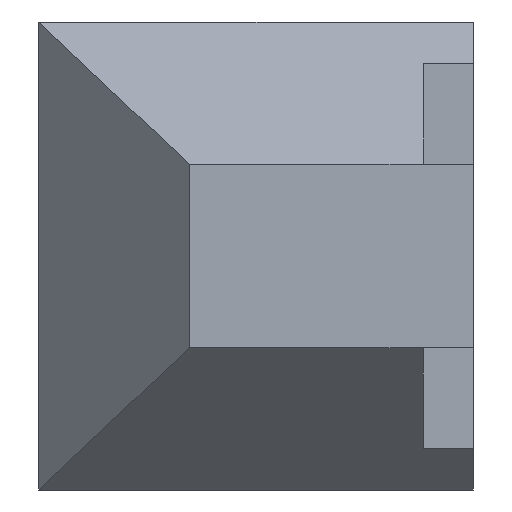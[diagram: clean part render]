
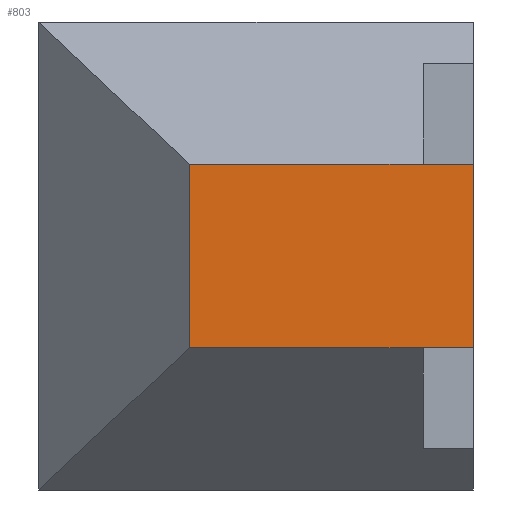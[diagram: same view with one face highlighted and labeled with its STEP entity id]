
A CAD part, left-side view. The second image highlights one B-rep face of the part: STEP entity #803.
In plain terms, the highlighted planar face has unit normal (-1, 0, 0).
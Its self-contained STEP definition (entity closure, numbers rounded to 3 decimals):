
#1 = VECTOR ( 'NONE', #259, 1000. ) ;
#4 = CARTESIAN_POINT ( 'NONE',  ( -3.25, 1.3, -0.275 ) ) ;
#7 = FACE_OUTER_BOUND ( 'NONE', #524, .T. ) ;
#15 = CARTESIAN_POINT ( 'NONE',  ( -3.25, 1.3, -0.275 ) ) ;
#72 = CARTESIAN_POINT ( 'NONE',  ( -3.25, 0.85, -0.7 ) ) ;
#74 = DIRECTION ( 'NONE',  ( 0., 1., 0. ) ) ;
#78 = LINE ( 'NONE', #837, #243 ) ;
#157 = DIRECTION ( 'NONE',  ( 0., -1., 0. ) ) ;
#158 = DIRECTION ( 'NONE',  ( 1., 0., 0. ) ) ;
#169 = EDGE_CURVE ( 'NONE', #221, #245, #421, .T. ) ;
#175 = ORIENTED_EDGE ( 'NONE', *, *, #169, .T. ) ;
#189 = CARTESIAN_POINT ( 'NONE',  ( -3.25, 1.3, -0.275 ) ) ;
#196 = LINE ( 'NONE', #15, #238 ) ;
#221 = VERTEX_POINT ( 'NONE', #367 ) ;
#238 = VECTOR ( 'NONE', #645, 1000. ) ;
#242 = EDGE_CURVE ( 'NONE', #258, #375, #196, .T. ) ;
#243 = VECTOR ( 'NONE', #157, 1000. ) ;
#245 = VERTEX_POINT ( 'NONE', #293 ) ;
#258 = VERTEX_POINT ( 'NONE', #442 ) ;
#259 = DIRECTION ( 'NONE',  ( 0., -1., 0. ) ) ;
#271 = ORIENTED_EDGE ( 'NONE', *, *, #242, .T. ) ;
#279 = ORIENTED_EDGE ( 'NONE', *, *, #905, .T. ) ;
#289 = PLANE ( 'NONE',  #483 ) ;
#293 = CARTESIAN_POINT ( 'NONE',  ( -3.25, 0., 0.275 ) ) ;
#364 = EDGE_CURVE ( 'NONE', #375, #221, #513, .T. ) ;
#367 = CARTESIAN_POINT ( 'NONE',  ( -3.25, 0., -0.275 ) ) ;
#375 = VERTEX_POINT ( 'NONE', #536 ) ;
#406 = ORIENTED_EDGE ( 'NONE', *, *, #641, .F. ) ;
#421 = LINE ( 'NONE', #565, #646 ) ;
#442 = CARTESIAN_POINT ( 'NONE',  ( -3.25, 0.85, -0.275 ) ) ;
#483 = AXIS2_PLACEMENT_3D ( 'NONE', #4, #158, #636 ) ;
#513 = LINE ( 'NONE', #189, #1 ) ;
#520 = LINE ( 'NONE', #72, #570 ) ;
#524 = EDGE_LOOP ( 'NONE', ( #406, #838, #271, #840, #175, #279 ) ) ;
#525 = VERTEX_POINT ( 'NONE', #878 ) ;
#536 = CARTESIAN_POINT ( 'NONE',  ( -3.25, 0.15, -0.275 ) ) ;
#565 = CARTESIAN_POINT ( 'NONE',  ( -3.25, 0., -0.275 ) ) ;
#570 = VECTOR ( 'NONE', #832, 1000. ) ;
#571 = EDGE_CURVE ( 'NONE', #258, #575, #520, .T. ) ;
#575 = VERTEX_POINT ( 'NONE', #693 ) ;
#636 = DIRECTION ( 'NONE',  ( 0., 0., -1. ) ) ;
#641 = EDGE_CURVE ( 'NONE', #575, #525, #78, .T. ) ;
#645 = DIRECTION ( 'NONE',  ( 0., -1., 0. ) ) ;
#646 = VECTOR ( 'NONE', #707, 1000. ) ;
#693 = CARTESIAN_POINT ( 'NONE',  ( -3.25, 0.85, 0.275 ) ) ;
#707 = DIRECTION ( 'NONE',  ( 0., 0., 1. ) ) ;
#764 = CARTESIAN_POINT ( 'NONE',  ( -3.25, 1.3, 0.275 ) ) ;
#803 = ADVANCED_FACE ( 'NONE', ( #7 ), #289, .F. ) ;
#810 = VECTOR ( 'NONE', #74, 1000. ) ;
#832 = DIRECTION ( 'NONE',  ( 0., 0., 1. ) ) ;
#837 = CARTESIAN_POINT ( 'NONE',  ( -3.25, 1.3, 0.275 ) ) ;
#838 = ORIENTED_EDGE ( 'NONE', *, *, #571, .F. ) ;
#840 = ORIENTED_EDGE ( 'NONE', *, *, #364, .T. ) ;
#849 = LINE ( 'NONE', #764, #810 ) ;
#878 = CARTESIAN_POINT ( 'NONE',  ( -3.25, 0.15, 0.275 ) ) ;
#905 = EDGE_CURVE ( 'NONE', #245, #525, #849, .T. ) ;
